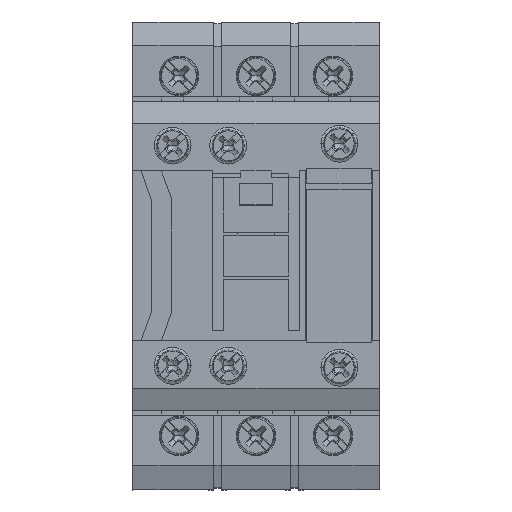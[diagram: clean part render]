
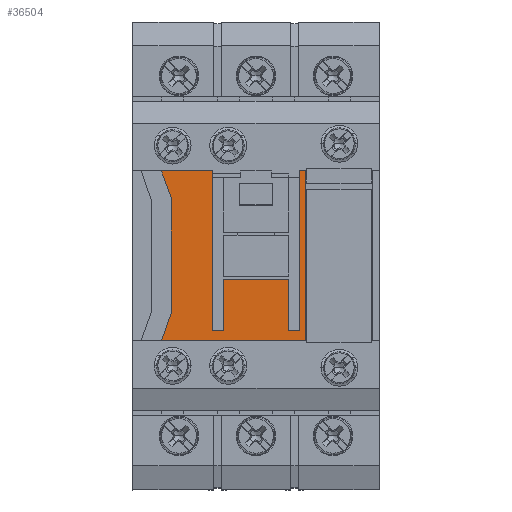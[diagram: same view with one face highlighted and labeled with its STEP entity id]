
A CAD part, top view. The second image highlights one B-rep face of the part: STEP entity #36504.
In plain terms, the highlighted planar face has unit normal (0, 0, 1).
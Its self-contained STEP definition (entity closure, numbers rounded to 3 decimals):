
#543 = VERTEX_POINT ( 'NONE', #58527 ) ;
#1164 = EDGE_LOOP ( 'NONE', ( #54176, #39509, #73759, #7722, #26895, #15368, #73862, #81605, #20266, #56047, #30273, #84573, #22949, #52944 ) ) ;
#3640 = CARTESIAN_POINT ( 'NONE',  ( 7.95, 0., 93. ) ) ;
#3736 = DIRECTION ( 'NONE',  ( -1., 0., 0. ) ) ;
#3993 = CARTESIAN_POINT ( 'NONE',  ( -5.95, -4.25, 93. ) ) ;
#4441 = LINE ( 'NONE', #75929, #13201 ) ;
#4473 = DIRECTION ( 'NONE',  ( 0., -1., 0. ) ) ;
#4669 = DIRECTION ( 'NONE',  ( -1., 0., 0. ) ) ;
#6050 = DIRECTION ( 'NONE',  ( 1., 0., 0. ) ) ;
#6541 = LINE ( 'NONE', #51734, #71595 ) ;
#6585 = CARTESIAN_POINT ( 'NONE',  ( 5.95, -13.6, 93. ) ) ;
#7722 = ORIENTED_EDGE ( 'NONE', *, *, #78121, .T. ) ;
#8400 = EDGE_CURVE ( 'NONE', #36066, #19537, #43664, .T. ) ;
#8587 = CARTESIAN_POINT ( 'NONE',  ( 8.95, 0., 93. ) ) ;
#9914 = LINE ( 'NONE', #17239, #23181 ) ;
#10186 = PLANE ( 'NONE',  #34811 ) ;
#11811 = DIRECTION ( 'NONE',  ( 0., -1., 0. ) ) ;
#12014 = VECTOR ( 'NONE', #4669, 1000. ) ;
#12232 = VECTOR ( 'NONE', #80794, 1000. ) ;
#12391 = CARTESIAN_POINT ( 'NONE',  ( -17.175, 15.4, 93. ) ) ;
#12772 = VERTEX_POINT ( 'NONE', #16263 ) ;
#13201 = VECTOR ( 'NONE', #22570, 1000. ) ;
#15368 = ORIENTED_EDGE ( 'NONE', *, *, #22971, .F. ) ;
#16263 = CARTESIAN_POINT ( 'NONE',  ( -15.4, 10.522, 93. ) ) ;
#16406 = VERTEX_POINT ( 'NONE', #82902 ) ;
#17239 = CARTESIAN_POINT ( 'NONE',  ( -15.4, 0., 93. ) ) ;
#17697 = CARTESIAN_POINT ( 'NONE',  ( 5.95, 0., 93. ) ) ;
#17930 = LINE ( 'NONE', #29576, #84982 ) ;
#18872 = VECTOR ( 'NONE', #62811, 1000. ) ;
#19535 = EDGE_CURVE ( 'NONE', #25578, #62695, #6541, .T. ) ;
#19537 = VERTEX_POINT ( 'NONE', #72412 ) ;
#20266 = ORIENTED_EDGE ( 'NONE', *, *, #8400, .T. ) ;
#22570 = DIRECTION ( 'NONE',  ( -0.342, -0.94, 0. ) ) ;
#22949 = ORIENTED_EDGE ( 'NONE', *, *, #79039, .T. ) ;
#22971 = EDGE_CURVE ( 'NONE', #59157, #68647, #37387, .T. ) ;
#23181 = VECTOR ( 'NONE', #37047, 1000. ) ;
#25478 = CARTESIAN_POINT ( 'NONE',  ( 5.95, -4.25, 93. ) ) ;
#25578 = VERTEX_POINT ( 'NONE', #54955 ) ;
#26895 = ORIENTED_EDGE ( 'NONE', *, *, #73347, .T. ) ;
#27132 = LINE ( 'NONE', #79650, #75240 ) ;
#29576 = CARTESIAN_POINT ( 'NONE',  ( -4.113, -13.6, 93. ) ) ;
#30273 = ORIENTED_EDGE ( 'NONE', *, *, #33184, .T. ) ;
#30283 = CARTESIAN_POINT ( 'NONE',  ( -17.175, 15.4, 93. ) ) ;
#31757 = CARTESIAN_POINT ( 'NONE',  ( -5.95, -13.6, 93. ) ) ;
#31966 = DIRECTION ( 'NONE',  ( -1., 0., 0. ) ) ;
#32796 = LINE ( 'NONE', #63486, #45560 ) ;
#33184 = EDGE_CURVE ( 'NONE', #35774, #59944, #39173, .T. ) ;
#33588 = DIRECTION ( 'NONE',  ( -1., 0., 0. ) ) ;
#34811 = AXIS2_PLACEMENT_3D ( 'NONE', #57542, #63992, #44180 ) ;
#35731 = LINE ( 'NONE', #8587, #18872 ) ;
#35774 = VERTEX_POINT ( 'NONE', #6585 ) ;
#36066 = VERTEX_POINT ( 'NONE', #81475 ) ;
#36504 = ADVANCED_FACE ( 'NONE', ( #76919 ), #10186, .T. ) ;
#36602 = VECTOR ( 'NONE', #84742, 1000. ) ;
#37047 = DIRECTION ( 'NONE',  ( 0., -1., 0. ) ) ;
#37387 = LINE ( 'NONE', #63648, #12014 ) ;
#37651 = DIRECTION ( 'NONE',  ( -1., 0., 0. ) ) ;
#38780 = LINE ( 'NONE', #72342, #48797 ) ;
#39173 = LINE ( 'NONE', #17697, #82787 ) ;
#39509 = ORIENTED_EDGE ( 'NONE', *, *, #19535, .T. ) ;
#40583 = VECTOR ( 'NONE', #11811, 1000. ) ;
#42485 = CARTESIAN_POINT ( 'NONE',  ( -15.4, -10.522, 93. ) ) ;
#43276 = LINE ( 'NONE', #48069, #12232 ) ;
#43664 = LINE ( 'NONE', #3640, #65510 ) ;
#44180 = DIRECTION ( 'NONE',  ( -1., 0., 0. ) ) ;
#45560 = VECTOR ( 'NONE', #37651, 1000. ) ;
#45565 = EDGE_CURVE ( 'NONE', #36066, #16406, #38780, .T. ) ;
#48069 = CARTESIAN_POINT ( 'NONE',  ( -7.95, 0., 93. ) ) ;
#48797 = VECTOR ( 'NONE', #6050, 1000. ) ;
#49946 = EDGE_CURVE ( 'NONE', #59944, #59863, #27132, .T. ) ;
#50112 = EDGE_CURVE ( 'NONE', #59157, #16406, #35731, .T. ) ;
#50812 = DIRECTION ( 'NONE',  ( 0., 1., 0. ) ) ;
#50988 = CARTESIAN_POINT ( 'NONE',  ( -5.95, 0., 93. ) ) ;
#51734 = CARTESIAN_POINT ( 'NONE',  ( -4.113, 15.4, 93. ) ) ;
#52944 = ORIENTED_EDGE ( 'NONE', *, *, #55471, .T. ) ;
#54009 = EDGE_CURVE ( 'NONE', #62695, #12772, #64901, .T. ) ;
#54176 = ORIENTED_EDGE ( 'NONE', *, *, #77679, .T. ) ;
#54955 = CARTESIAN_POINT ( 'NONE',  ( -7.95, 15.4, 93. ) ) ;
#55471 = EDGE_CURVE ( 'NONE', #62050, #543, #17930, .T. ) ;
#56047 = ORIENTED_EDGE ( 'NONE', *, *, #65467, .T. ) ;
#57542 = CARTESIAN_POINT ( 'NONE',  ( 8.95, 15.4, 93. ) ) ;
#58527 = CARTESIAN_POINT ( 'NONE',  ( -7.95, -13.6, 93. ) ) ;
#59157 = VERTEX_POINT ( 'NONE', #72172 ) ;
#59863 = VERTEX_POINT ( 'NONE', #3993 ) ;
#59944 = VERTEX_POINT ( 'NONE', #25478 ) ;
#62050 = VERTEX_POINT ( 'NONE', #31757 ) ;
#62695 = VERTEX_POINT ( 'NONE', #30283 ) ;
#62811 = DIRECTION ( 'NONE',  ( 0., 1., 0. ) ) ;
#63118 = VERTEX_POINT ( 'NONE', #42485 ) ;
#63486 = CARTESIAN_POINT ( 'NONE',  ( -4.113, -13.6, 93. ) ) ;
#63648 = CARTESIAN_POINT ( 'NONE',  ( 0., -15.4, 93. ) ) ;
#63992 = DIRECTION ( 'NONE',  ( 0., 0., 1. ) ) ;
#64901 = LINE ( 'NONE', #12391, #36602 ) ;
#65467 = EDGE_CURVE ( 'NONE', #19537, #35774, #32796, .T. ) ;
#65510 = VECTOR ( 'NONE', #4473, 1000. ) ;
#68647 = VERTEX_POINT ( 'NONE', #75284 ) ;
#71595 = VECTOR ( 'NONE', #31966, 1000. ) ;
#72172 = CARTESIAN_POINT ( 'NONE',  ( 8.95, -15.4, 93. ) ) ;
#72342 = CARTESIAN_POINT ( 'NONE',  ( 15.175, 15.4, 93. ) ) ;
#72412 = CARTESIAN_POINT ( 'NONE',  ( 7.95, -13.6, 93. ) ) ;
#73347 = EDGE_CURVE ( 'NONE', #63118, #68647, #4441, .T. ) ;
#73759 = ORIENTED_EDGE ( 'NONE', *, *, #54009, .T. ) ;
#73862 = ORIENTED_EDGE ( 'NONE', *, *, #50112, .T. ) ;
#75240 = VECTOR ( 'NONE', #33588, 1000. ) ;
#75284 = CARTESIAN_POINT ( 'NONE',  ( -17.175, -15.4, 93. ) ) ;
#75929 = CARTESIAN_POINT ( 'NONE',  ( -16.288, -12.961, 93. ) ) ;
#76919 = FACE_OUTER_BOUND ( 'NONE', #1164, .T. ) ;
#77679 = EDGE_CURVE ( 'NONE', #543, #25578, #43276, .T. ) ;
#78121 = EDGE_CURVE ( 'NONE', #12772, #63118, #9914, .T. ) ;
#79039 = EDGE_CURVE ( 'NONE', #59863, #62050, #84603, .T. ) ;
#79650 = CARTESIAN_POINT ( 'NONE',  ( -4.113, -4.25, 93. ) ) ;
#80794 = DIRECTION ( 'NONE',  ( 0., 1., 0. ) ) ;
#81475 = CARTESIAN_POINT ( 'NONE',  ( 7.95, 15.4, 93. ) ) ;
#81605 = ORIENTED_EDGE ( 'NONE', *, *, #45565, .F. ) ;
#82787 = VECTOR ( 'NONE', #50812, 1000. ) ;
#82902 = CARTESIAN_POINT ( 'NONE',  ( 8.95, 15.4, 93. ) ) ;
#84573 = ORIENTED_EDGE ( 'NONE', *, *, #49946, .T. ) ;
#84603 = LINE ( 'NONE', #50988, #40583 ) ;
#84742 = DIRECTION ( 'NONE',  ( 0.342, -0.94, 0. ) ) ;
#84982 = VECTOR ( 'NONE', #3736, 1000. ) ;
